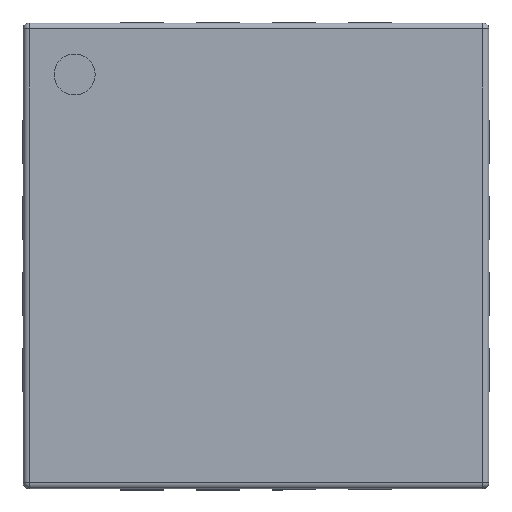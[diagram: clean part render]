
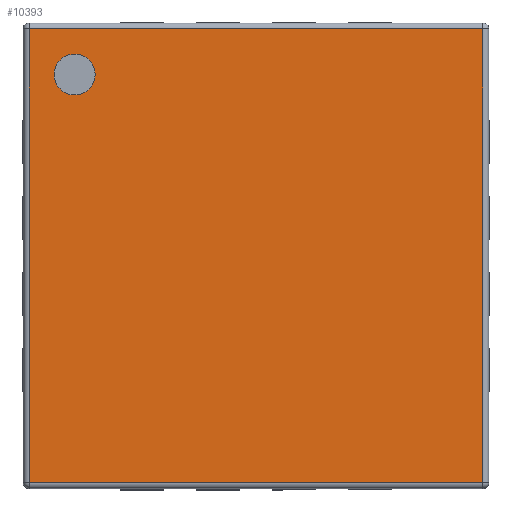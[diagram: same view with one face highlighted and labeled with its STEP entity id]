
A CAD part, top view. The second image highlights one B-rep face of the part: STEP entity #10393.
In plain terms, the highlighted planar face has unit normal (0, 0, 1).
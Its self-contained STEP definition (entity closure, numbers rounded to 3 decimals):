
#2638 = CYLINDRICAL_SURFACE('',#2639,0.05);
#2639 = AXIS2_PLACEMENT_3D('',#2640,#2641,#2642);
#2640 = CARTESIAN_POINT('',(-1.99,-1.94,0.83));
#2641 = DIRECTION('',(1.,0.,0.));
#2642 = DIRECTION('',(0.,-1.,0.));
#8744 = VERTEX_POINT('',#8745);
#8745 = CARTESIAN_POINT('',(-1.94,-1.94,0.88));
#8767 = EDGE_CURVE('',#8744,#8768,#8770,.T.);
#8768 = VERTEX_POINT('',#8769);
#8769 = CARTESIAN_POINT('',(1.94,-1.94,0.88));
#8770 = SURFACE_CURVE('',#8771,(#8775,#8782),.PCURVE_S1.);
#8771 = LINE('',#8772,#8773);
#8772 = CARTESIAN_POINT('',(-1.99,-1.94,0.88));
#8773 = VECTOR('',#8774,1.);
#8774 = DIRECTION('',(1.,0.,0.));
#8775 = PCURVE('',#2638,#8776);
#8776 = DEFINITIONAL_REPRESENTATION('',(#8777),#8781);
#8777 = LINE('',#8778,#8779);
#8778 = CARTESIAN_POINT('',(-1.571,0.));
#8779 = VECTOR('',#8780,1.);
#8780 = DIRECTION('',(-0.,1.));
#8781 = ( GEOMETRIC_REPRESENTATION_CONTEXT(2) 
PARAMETRIC_REPRESENTATION_CONTEXT() REPRESENTATION_CONTEXT('2D SPACE',''
  ) );
#8782 = PCURVE('',#8783,#8788);
#8783 = PLANE('',#8784);
#8784 = AXIS2_PLACEMENT_3D('',#8785,#8786,#8787);
#8785 = CARTESIAN_POINT('',(-1.99,-1.99,0.88));
#8786 = DIRECTION('',(0.,0.,1.));
#8787 = DIRECTION('',(1.,0.,0.));
#8788 = DEFINITIONAL_REPRESENTATION('',(#8789),#8793);
#8789 = LINE('',#8790,#8791);
#8790 = CARTESIAN_POINT('',(0.,0.05));
#8791 = VECTOR('',#8792,1.);
#8792 = DIRECTION('',(1.,0.));
#8793 = ( GEOMETRIC_REPRESENTATION_CONTEXT(2) 
PARAMETRIC_REPRESENTATION_CONTEXT() REPRESENTATION_CONTEXT('2D SPACE',''
  ) );
#9016 = CYLINDRICAL_SURFACE('',#9017,0.05);
#9017 = AXIS2_PLACEMENT_3D('',#9018,#9019,#9020);
#9018 = CARTESIAN_POINT('',(-1.94,1.94,0.83));
#9019 = DIRECTION('',(-0.,-1.,-0.));
#9020 = DIRECTION('',(-1.,0.,0.));
#9547 = CYLINDRICAL_SURFACE('',#9548,0.05);
#9548 = AXIS2_PLACEMENT_3D('',#9549,#9550,#9551);
#9549 = CARTESIAN_POINT('',(-1.99,1.94,0.83));
#9550 = DIRECTION('',(1.,0.,0.));
#9551 = DIRECTION('',(0.,1.,0.));
#9718 = CYLINDRICAL_SURFACE('',#9719,0.05);
#9719 = AXIS2_PLACEMENT_3D('',#9720,#9721,#9722);
#9720 = CARTESIAN_POINT('',(1.94,1.94,0.83));
#9721 = DIRECTION('',(-0.,-1.,-0.));
#9722 = DIRECTION('',(0.,0.,1.));
#10393 = ADVANCED_FACE('',(#10394,#10464),#8783,.T.);
#10394 = FACE_BOUND('',#10395,.T.);
#10395 = EDGE_LOOP('',(#10396,#10397,#10420,#10443));
#10396 = ORIENTED_EDGE('',*,*,#8767,.T.);
#10397 = ORIENTED_EDGE('',*,*,#10398,.F.);
#10398 = EDGE_CURVE('',#10399,#8768,#10401,.T.);
#10399 = VERTEX_POINT('',#10400);
#10400 = CARTESIAN_POINT('',(1.94,1.94,0.88));
#10401 = SURFACE_CURVE('',#10402,(#10406,#10413),.PCURVE_S1.);
#10402 = LINE('',#10403,#10404);
#10403 = CARTESIAN_POINT('',(1.94,1.94,0.88));
#10404 = VECTOR('',#10405,1.);
#10405 = DIRECTION('',(-0.,-1.,-0.));
#10406 = PCURVE('',#8783,#10407);
#10407 = DEFINITIONAL_REPRESENTATION('',(#10408),#10412);
#10408 = LINE('',#10409,#10410);
#10409 = CARTESIAN_POINT('',(3.93,3.93));
#10410 = VECTOR('',#10411,1.);
#10411 = DIRECTION('',(-0.,-1.));
#10412 = ( GEOMETRIC_REPRESENTATION_CONTEXT(2) 
PARAMETRIC_REPRESENTATION_CONTEXT() REPRESENTATION_CONTEXT('2D SPACE',''
  ) );
#10413 = PCURVE('',#9718,#10414);
#10414 = DEFINITIONAL_REPRESENTATION('',(#10415),#10419);
#10415 = LINE('',#10416,#10417);
#10416 = CARTESIAN_POINT('',(-0.,0.));
#10417 = VECTOR('',#10418,1.);
#10418 = DIRECTION('',(-0.,1.));
#10419 = ( GEOMETRIC_REPRESENTATION_CONTEXT(2) 
PARAMETRIC_REPRESENTATION_CONTEXT() REPRESENTATION_CONTEXT('2D SPACE',''
  ) );
#10420 = ORIENTED_EDGE('',*,*,#10421,.F.);
#10421 = EDGE_CURVE('',#10422,#10399,#10424,.T.);
#10422 = VERTEX_POINT('',#10423);
#10423 = CARTESIAN_POINT('',(-1.94,1.94,0.88));
#10424 = SURFACE_CURVE('',#10425,(#10429,#10436),.PCURVE_S1.);
#10425 = LINE('',#10426,#10427);
#10426 = CARTESIAN_POINT('',(-1.99,1.94,0.88));
#10427 = VECTOR('',#10428,1.);
#10428 = DIRECTION('',(1.,0.,0.));
#10429 = PCURVE('',#8783,#10430);
#10430 = DEFINITIONAL_REPRESENTATION('',(#10431),#10435);
#10431 = LINE('',#10432,#10433);
#10432 = CARTESIAN_POINT('',(0.,3.93));
#10433 = VECTOR('',#10434,1.);
#10434 = DIRECTION('',(1.,0.));
#10435 = ( GEOMETRIC_REPRESENTATION_CONTEXT(2) 
PARAMETRIC_REPRESENTATION_CONTEXT() REPRESENTATION_CONTEXT('2D SPACE',''
  ) );
#10436 = PCURVE('',#9547,#10437);
#10437 = DEFINITIONAL_REPRESENTATION('',(#10438),#10442);
#10438 = LINE('',#10439,#10440);
#10439 = CARTESIAN_POINT('',(1.571,0.));
#10440 = VECTOR('',#10441,1.);
#10441 = DIRECTION('',(0.,1.));
#10442 = ( GEOMETRIC_REPRESENTATION_CONTEXT(2) 
PARAMETRIC_REPRESENTATION_CONTEXT() REPRESENTATION_CONTEXT('2D SPACE',''
  ) );
#10443 = ORIENTED_EDGE('',*,*,#10444,.T.);
#10444 = EDGE_CURVE('',#10422,#8744,#10445,.T.);
#10445 = SURFACE_CURVE('',#10446,(#10450,#10457),.PCURVE_S1.);
#10446 = LINE('',#10447,#10448);
#10447 = CARTESIAN_POINT('',(-1.94,1.94,0.88));
#10448 = VECTOR('',#10449,1.);
#10449 = DIRECTION('',(-0.,-1.,-0.));
#10450 = PCURVE('',#8783,#10451);
#10451 = DEFINITIONAL_REPRESENTATION('',(#10452),#10456);
#10452 = LINE('',#10453,#10454);
#10453 = CARTESIAN_POINT('',(0.05,3.93));
#10454 = VECTOR('',#10455,1.);
#10455 = DIRECTION('',(-0.,-1.));
#10456 = ( GEOMETRIC_REPRESENTATION_CONTEXT(2) 
PARAMETRIC_REPRESENTATION_CONTEXT() REPRESENTATION_CONTEXT('2D SPACE',''
  ) );
#10457 = PCURVE('',#9016,#10458);
#10458 = DEFINITIONAL_REPRESENTATION('',(#10459),#10463);
#10459 = LINE('',#10460,#10461);
#10460 = CARTESIAN_POINT('',(-1.571,0.));
#10461 = VECTOR('',#10462,1.);
#10462 = DIRECTION('',(-0.,1.));
#10463 = ( GEOMETRIC_REPRESENTATION_CONTEXT(2) 
PARAMETRIC_REPRESENTATION_CONTEXT() REPRESENTATION_CONTEXT('2D SPACE',''
  ) );
#10464 = FACE_BOUND('',#10465,.T.);
#10465 = EDGE_LOOP('',(#10466));
#10466 = ORIENTED_EDGE('',*,*,#10467,.F.);
#10467 = EDGE_CURVE('',#10468,#10468,#10470,.T.);
#10468 = VERTEX_POINT('',#10469);
#10469 = CARTESIAN_POINT('',(-1.375,-1.55,0.88));
#10470 = SURFACE_CURVE('',#10471,(#10476,#10483),.PCURVE_S1.);
#10471 = CIRCLE('',#10472,0.175);
#10472 = AXIS2_PLACEMENT_3D('',#10473,#10474,#10475);
#10473 = CARTESIAN_POINT('',(-1.55,-1.55,0.88));
#10474 = DIRECTION('',(0.,0.,1.));
#10475 = DIRECTION('',(1.,0.,0.));
#10476 = PCURVE('',#8783,#10477);
#10477 = DEFINITIONAL_REPRESENTATION('',(#10478),#10482);
#10478 = CIRCLE('',#10479,0.175);
#10479 = AXIS2_PLACEMENT_2D('',#10480,#10481);
#10480 = CARTESIAN_POINT('',(0.44,0.44));
#10481 = DIRECTION('',(1.,0.));
#10482 = ( GEOMETRIC_REPRESENTATION_CONTEXT(2) 
PARAMETRIC_REPRESENTATION_CONTEXT() REPRESENTATION_CONTEXT('2D SPACE',''
  ) );
#10483 = PCURVE('',#10484,#10489);
#10484 = CYLINDRICAL_SURFACE('',#10485,0.175);
#10485 = AXIS2_PLACEMENT_3D('',#10486,#10487,#10488);
#10486 = CARTESIAN_POINT('',(-1.55,-1.55,0.88));
#10487 = DIRECTION('',(-0.,-0.,-1.));
#10488 = DIRECTION('',(1.,0.,0.));
#10489 = DEFINITIONAL_REPRESENTATION('',(#10490),#10494);
#10490 = LINE('',#10491,#10492);
#10491 = CARTESIAN_POINT('',(-0.,0.));
#10492 = VECTOR('',#10493,1.);
#10493 = DIRECTION('',(-1.,0.));
#10494 = ( GEOMETRIC_REPRESENTATION_CONTEXT(2) 
PARAMETRIC_REPRESENTATION_CONTEXT() REPRESENTATION_CONTEXT('2D SPACE',''
  ) );
